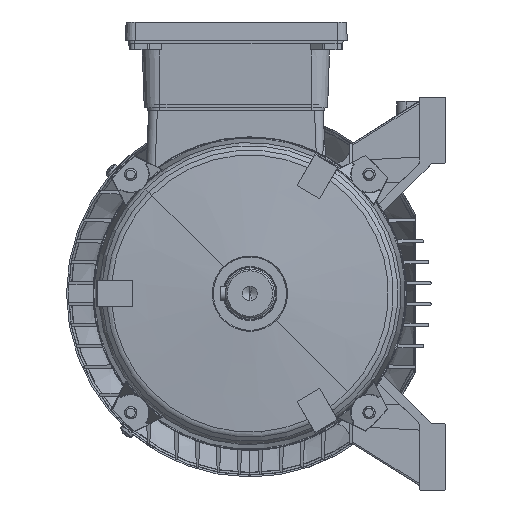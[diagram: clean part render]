
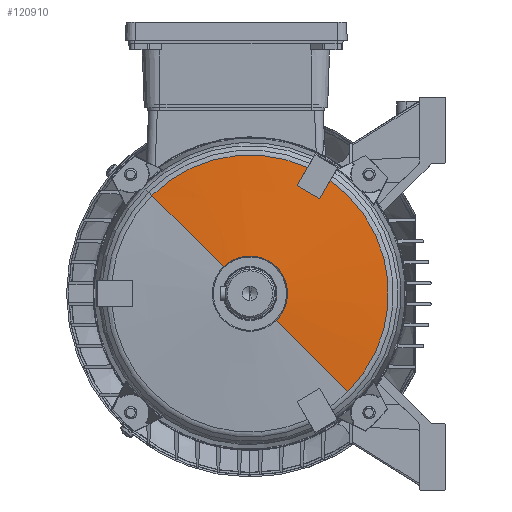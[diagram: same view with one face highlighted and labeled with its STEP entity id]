
A CAD part, left-side view. The second image highlights one B-rep face of the part: STEP entity #120910.
In plain terms, the highlighted conical face has half-angle 85.595 degrees and reference radius 21 mm.
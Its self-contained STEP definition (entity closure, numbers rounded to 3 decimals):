
#899 = CARTESIAN_POINT ( 'NONE',  ( -0.043, 0., -21.553 ) ) ;
#1671 = VERTEX_POINT ( 'NONE', #70729 ) ;
#6781 = EDGE_CURVE ( 'NONE', #39582, #129733, #77745, .T. ) ;
#8923 = DIRECTION ( 'NONE',  ( 0., 0., -1. ) ) ;
#11203 = EDGE_CURVE ( 'NONE', #64090, #21627, #111914, .T. ) ;
#13279 = CARTESIAN_POINT ( 'NONE',  ( -3.533, 65.364, 14.926 ) ) ;
#18198 = CIRCLE ( 'NONE', #22788, 21.553 ) ;
#19236 = CARTESIAN_POINT ( 'NONE',  ( -4.495, 0., 0. ) ) ;
#21627 = VERTEX_POINT ( 'NONE', #133886 ) ;
#22712 = CONICAL_SURFACE ( 'NONE', #48411, 21., 1.494 ) ;
#22788 = AXIS2_PLACEMENT_3D ( 'NONE', #39193, #107841, #118787 ) ;
#24547 = ORIENTED_EDGE ( 'NONE', *, *, #48432, .F. ) ;
#26917 = ORIENTED_EDGE ( 'NONE', *, *, #11203, .T. ) ;
#29525 = LINE ( 'NONE', #54350, #102046 ) ;
#29582 = DIRECTION ( 'NONE',  ( -0.077, 0., -0.997 ) ) ;
#34319 = CARTESIAN_POINT ( 'NONE',  ( -3.575, 62.776, 24.585 ) ) ;
#38010 = AXIS2_PLACEMENT_3D ( 'NONE', #19236, #85749, #65295 ) ;
#39193 = CARTESIAN_POINT ( 'NONE',  ( -0.043, 0., 0. ) ) ;
#39582 = VERTEX_POINT ( 'NONE', #112518 ) ;
#40293 = CARTESIAN_POINT ( 'NONE',  ( -3.575, 62.776, 24.585 ) ) ;
#40684 = EDGE_LOOP ( 'NONE', ( #102982, #118924, #126746, #136455, #113247, #26917, #46493, #24547 ) ) ;
#46493 = ORIENTED_EDGE ( 'NONE', *, *, #97281, .T. ) ;
#48411 = AXIS2_PLACEMENT_3D ( 'NONE', #117025, #48467, #83460 ) ;
#48432 = EDGE_CURVE ( 'NONE', #114437, #1671, #29525, .T. ) ;
#48467 = DIRECTION ( 'NONE',  ( -1., 0., 0. ) ) ;
#51921 = CARTESIAN_POINT ( 'NONE',  ( -0.043, 0., 21.553 ) ) ;
#54350 = CARTESIAN_POINT ( 'NONE',  ( 0., 0., 21. ) ) ;
#54660 = CARTESIAN_POINT ( 'NONE',  ( -3.575, 66.658, 10.096 ) ) ;
#57284 = FACE_OUTER_BOUND ( 'NONE', #40684, .T. ) ;
#59284 = CARTESIAN_POINT ( 'NONE',  ( -3.533, 64.07, 19.756 ) ) ;
#59984 = CIRCLE ( 'NONE', #106685, 79.357 ) ;
#64090 = VERTEX_POINT ( 'NONE', #34319 ) ;
#65295 = DIRECTION ( 'NONE',  ( 0., 0., -1. ) ) ;
#68355 = EDGE_CURVE ( 'NONE', #119847, #64090, #75357, .T. ) ;
#70729 = CARTESIAN_POINT ( 'NONE',  ( -4.495, 0., 79.357 ) ) ;
#74878 = LINE ( 'NONE', #85069, #98280 ) ;
#75357 = B_SPLINE_CURVE_WITH_KNOTS ( 'NONE', 3,
 ( #136707, #13279, #59284, #135984 ),
 .UNSPECIFIED., .F., .F.,
 ( 4, 4 ),
 ( 0., 0.015 ),
 .UNSPECIFIED. ) ;
#76813 = CARTESIAN_POINT ( 'NONE',  ( -3.882, 66.64, 25.621 ) ) ;
#77745 = CIRCLE ( 'NONE', #38010, 79.357 ) ;
#83460 = DIRECTION ( 'NONE',  ( 0., 0., 1. ) ) ;
#84827 = CARTESIAN_POINT ( 'NONE',  ( -4.188, 70.504, 26.656 ) ) ;
#85069 = CARTESIAN_POINT ( 'NONE',  ( 0., 0., -21. ) ) ;
#85749 = DIRECTION ( 'NONE',  ( 1., 0., 0. ) ) ;
#97281 = EDGE_CURVE ( 'NONE', #21627, #1671, #59984, .T. ) ;
#97309 = CARTESIAN_POINT ( 'NONE',  ( -4.495, 0., 0. ) ) ;
#98280 = VECTOR ( 'NONE', #29582, 1000. ) ;
#98853 = DIRECTION ( 'NONE',  ( -0.077, 0., 0.997 ) ) ;
#98923 = EDGE_CURVE ( 'NONE', #129733, #119847, #115395, .T. ) ;
#102046 = VECTOR ( 'NONE', #98853, 1000. ) ;
#102982 = ORIENTED_EDGE ( 'NONE', *, *, #138063, .T. ) ;
#106685 = AXIS2_PLACEMENT_3D ( 'NONE', #97309, #117764, #8923 ) ;
#107841 = DIRECTION ( 'NONE',  ( -1., 0., 0. ) ) ;
#110849 = CARTESIAN_POINT ( 'NONE',  ( -4.495, 78.251, 13.203 ) ) ;
#111914 = B_SPLINE_CURVE_WITH_KNOTS ( 'NONE', 3,
 ( #40293, #76813, #84827, #130837 ),
 .UNSPECIFIED., .F., .F.,
 ( 4, 4 ),
 ( 0., 0.012 ),
 .UNSPECIFIED. ) ;
#112518 = CARTESIAN_POINT ( 'NONE',  ( -4.495, 0., -79.357 ) ) ;
#113247 = ORIENTED_EDGE ( 'NONE', *, *, #68355, .T. ) ;
#114437 = VERTEX_POINT ( 'NONE', #51921 ) ;
#115395 = B_SPLINE_CURVE_WITH_KNOTS ( 'NONE', 3,
 ( #110849, #123234, #121796, #54660 ),
 .UNSPECIFIED., .F., .F.,
 ( 4, 4 ),
 ( 0., 0.012 ),
 .UNSPECIFIED. ) ;
#117025 = CARTESIAN_POINT ( 'NONE',  ( 0., 0., 0. ) ) ;
#117764 = DIRECTION ( 'NONE',  ( 1., 0., 0. ) ) ;
#118787 = DIRECTION ( 'NONE',  ( 0., 0., -1. ) ) ;
#118924 = ORIENTED_EDGE ( 'NONE', *, *, #137155, .T. ) ;
#119847 = VERTEX_POINT ( 'NONE', #131302 ) ;
#120910 = ADVANCED_FACE ( 'NONE', ( #57284 ), #22712, .T. ) ;
#121796 = CARTESIAN_POINT ( 'NONE',  ( -3.882, 70.522, 11.132 ) ) ;
#123234 = CARTESIAN_POINT ( 'NONE',  ( -4.188, 74.387, 12.167 ) ) ;
#126746 = ORIENTED_EDGE ( 'NONE', *, *, #6781, .T. ) ;
#129733 = VERTEX_POINT ( 'NONE', #140074 ) ;
#130837 = CARTESIAN_POINT ( 'NONE',  ( -4.495, 74.369, 27.692 ) ) ;
#131302 = CARTESIAN_POINT ( 'NONE',  ( -3.575, 66.658, 10.096 ) ) ;
#131705 = VERTEX_POINT ( 'NONE', #899 ) ;
#133886 = CARTESIAN_POINT ( 'NONE',  ( -4.495, 74.369, 27.692 ) ) ;
#135984 = CARTESIAN_POINT ( 'NONE',  ( -3.575, 62.776, 24.585 ) ) ;
#136455 = ORIENTED_EDGE ( 'NONE', *, *, #98923, .T. ) ;
#136707 = CARTESIAN_POINT ( 'NONE',  ( -3.575, 66.658, 10.096 ) ) ;
#137155 = EDGE_CURVE ( 'NONE', #131705, #39582, #74878, .T. ) ;
#138063 = EDGE_CURVE ( 'NONE', #114437, #131705, #18198, .T. ) ;
#140074 = CARTESIAN_POINT ( 'NONE',  ( -4.495, 78.251, 13.203 ) ) ;
